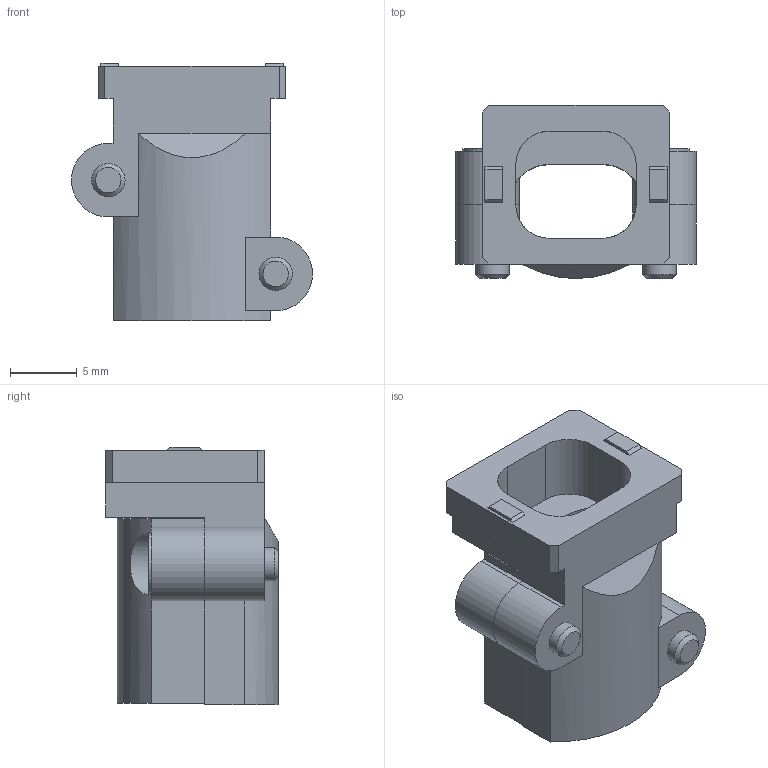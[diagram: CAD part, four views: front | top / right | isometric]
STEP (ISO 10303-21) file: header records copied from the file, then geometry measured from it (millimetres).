
FILE_DESCRIPTION(/* description */ (''),/* implementation_level */ '2;1');
FILE_NAME(/* name */ '100621476ugm000_b.stp',/* time_stamp */ '2018-04-05T13:53:44+02:00',/* author */ (''),/* organization */ (''),/* preprocessor_version */ 'ST-DEVELOPER v16',/* originating_system */ 'SIEMENS PLM Software NX 10.0',/* authorisation */ '');
FILE_SCHEMA (('AUTOMOTIVE_DESIGN { 1 0 10303 214 3 1 1 1 }'));
Length unit declared in the file: millimetre
Products named in the file (1): 100621476ugm000_b
Bounding box: 18 x 12.91 x 19.23 mm (x, y, z)
Volume: 1667.7 mm3; surface area: 1804.1 mm2
Topology: 1 solids, 1 shells, 133 faces, 388 edges, 277 vertices
Faces by surface type: plane 101, cylinder 22, bspline 6, cone 4
Full cylindrical faces by diameter (mm): 2.5 x2
Entity records: 5848 total; most frequent: CARTESIAN_POINT 1412, ORIENTED_EDGE 748, DIRECTION 638, EDGE_CURVE 374, LINE 282, VECTOR 282, VERTEX_POINT 269, AXIS2_PLACEMENT_3D 178
